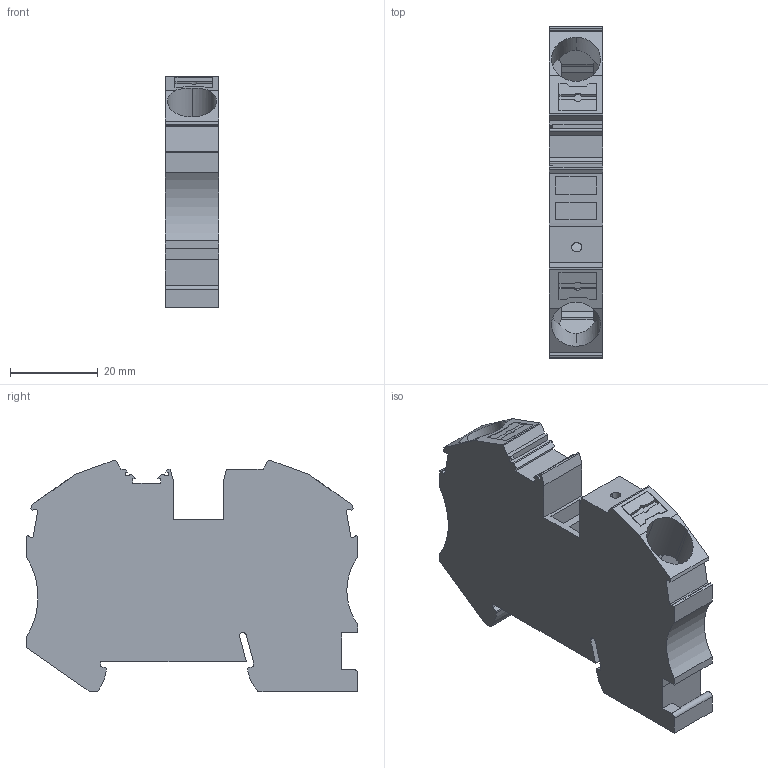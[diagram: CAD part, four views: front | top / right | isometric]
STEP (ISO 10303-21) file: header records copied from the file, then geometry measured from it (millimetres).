
FILE_DESCRIPTION(('Creo Elements/Direct Modeling STEP Export'),'2;1');
FILE_NAME('model.stp','2020-01-10T 0:16:19',(''),(''),'Creo Elements/Direct Modeling STEP processor for AP214 (Solid Model)','Creo Elements/Direct Modeling 20.1A 29-Sep-2018 (C) Parametric Technology GmbH','');
FILE_SCHEMA(('AUTOMOTIVE_DESIGN { 1 0 10303 214 1 1 1 1 }'));
Length unit declared in the file: millimetre
Products named in the file (2): PT_16_N_-_SELECT
Assembly tree (1 placements, depth 2):
  PT_16_N_-_SELECT
    PT_16_N_-_SELECT
Bounding box: 12.15 x 75.4 x 52.63 mm (x, y, z)
Volume: 32116.9 mm3; surface area: 12981.6 mm2
Topology: 1 solids, 1 shells, 175 faces, 504 edges, 336 vertices
Faces by surface type: plane 143, cylinder 32
Entity records: 8110 total; most frequent: CARTESIAN_POINT 2017, ORIENTED_EDGE 1008, DIRECTION 915, EDGE_CURVE 504, VECTOR 417, LINE 417, VERTEX_POINT 336, AXIS2_PLACEMENT_3D 249
